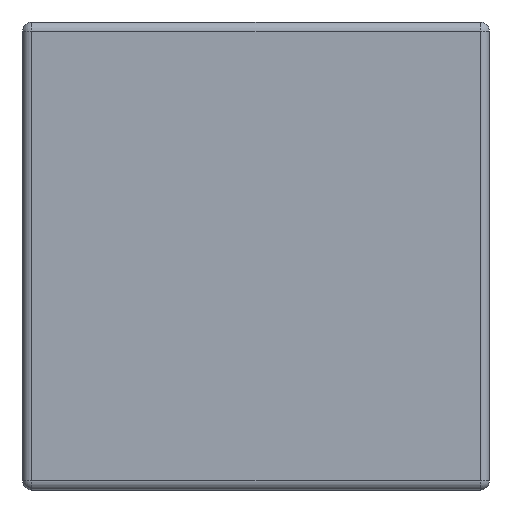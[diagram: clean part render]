
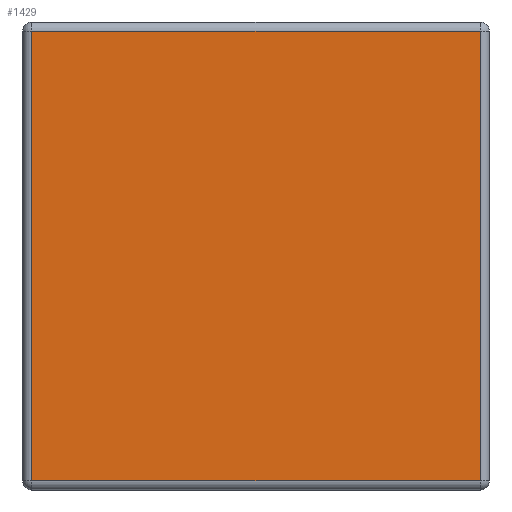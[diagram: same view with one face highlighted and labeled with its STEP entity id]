
A CAD part, left-side view. The second image highlights one B-rep face of the part: STEP entity #1429.
In plain terms, the highlighted planar face has unit normal (-1, 0, 0).
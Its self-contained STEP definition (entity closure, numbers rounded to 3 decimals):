
#8 = CARTESIAN_POINT ( 'NONE',  ( -5.6, -2.425, 5.06 ) ) ;
#17 = CARTESIAN_POINT ( 'NONE',  ( -5.6, -2.425, 0.1 ) ) ;
#47 = DIRECTION ( 'NONE',  ( 0., 0., 1. ) ) ;
#77 = ORIENTED_EDGE ( 'NONE', *, *, #753, .T. ) ;
#90 = EDGE_CURVE ( 'NONE', #661, #406, #1341, .T. ) ;
#103 = DIRECTION ( 'NONE',  ( 0., -1., 0. ) ) ;
#106 = LINE ( 'NONE', #679, #176 ) ;
#147 = LINE ( 'NONE', #1593, #1581 ) ;
#176 = VECTOR ( 'NONE', #1526, 1000. ) ;
#249 = VERTEX_POINT ( 'NONE', #1136 ) ;
#284 = PLANE ( 'NONE',  #546 ) ;
#357 = VERTEX_POINT ( 'NONE', #610 ) ;
#406 = VERTEX_POINT ( 'NONE', #490 ) ;
#490 = CARTESIAN_POINT ( 'NONE',  ( -5.6, -2.425, 4.96 ) ) ;
#546 = AXIS2_PLACEMENT_3D ( 'NONE', #1752, #1202, #1029 ) ;
#558 = EDGE_CURVE ( 'NONE', #357, #661, #1689, .T. ) ;
#610 = CARTESIAN_POINT ( 'NONE',  ( -5.6, 2.425, 0.1 ) ) ;
#661 = VERTEX_POINT ( 'NONE', #17 ) ;
#663 = VECTOR ( 'NONE', #47, 1000. ) ;
#679 = CARTESIAN_POINT ( 'NONE',  ( -5.6, -2.525, 4.96 ) ) ;
#753 = EDGE_CURVE ( 'NONE', #249, #357, #147, .T. ) ;
#819 = VECTOR ( 'NONE', #103, 1000. ) ;
#865 = FACE_OUTER_BOUND ( 'NONE', #926, .T. ) ;
#926 = EDGE_LOOP ( 'NONE', ( #77, #976, #1203, #1889 ) ) ;
#976 = ORIENTED_EDGE ( 'NONE', *, *, #558, .T. ) ;
#1016 = DIRECTION ( 'NONE',  ( 0., 0., -1. ) ) ;
#1029 = DIRECTION ( 'NONE',  ( 0., 0., -1. ) ) ;
#1135 = CARTESIAN_POINT ( 'NONE',  ( -5.6, -2.525, 0.1 ) ) ;
#1136 = CARTESIAN_POINT ( 'NONE',  ( -5.6, 2.425, 4.96 ) ) ;
#1202 = DIRECTION ( 'NONE',  ( 1., 0., 0. ) ) ;
#1203 = ORIENTED_EDGE ( 'NONE', *, *, #90, .T. ) ;
#1261 = EDGE_CURVE ( 'NONE', #406, #249, #106, .T. ) ;
#1341 = LINE ( 'NONE', #8, #663 ) ;
#1429 = ADVANCED_FACE ( 'NONE', ( #865 ), #284, .F. ) ;
#1526 = DIRECTION ( 'NONE',  ( 0., 1., 0. ) ) ;
#1581 = VECTOR ( 'NONE', #1016, 1000. ) ;
#1593 = CARTESIAN_POINT ( 'NONE',  ( -5.6, 2.425, 5.06 ) ) ;
#1689 = LINE ( 'NONE', #1135, #819 ) ;
#1752 = CARTESIAN_POINT ( 'NONE',  ( -5.6, -2.525, 5.06 ) ) ;
#1889 = ORIENTED_EDGE ( 'NONE', *, *, #1261, .T. ) ;
